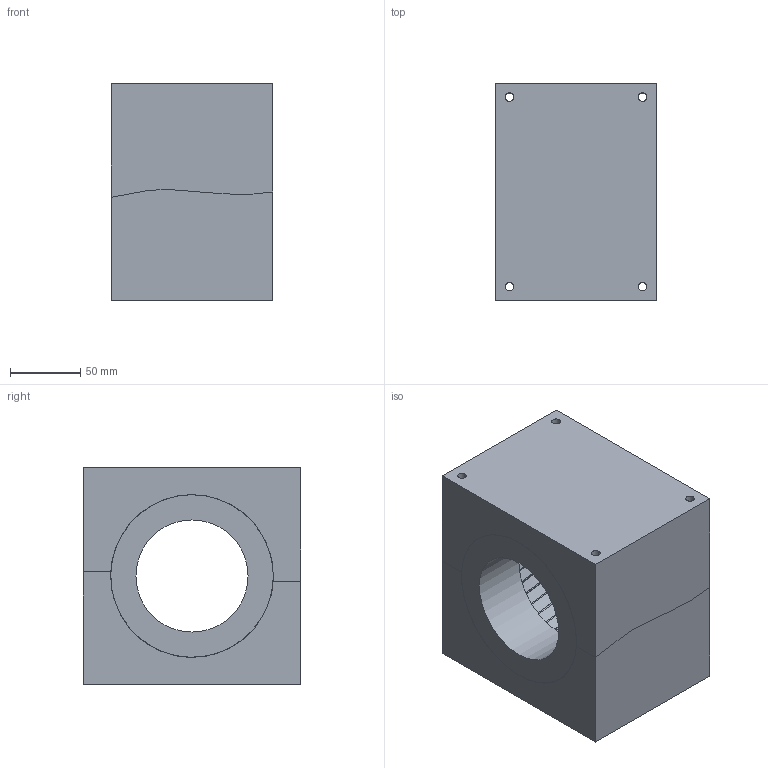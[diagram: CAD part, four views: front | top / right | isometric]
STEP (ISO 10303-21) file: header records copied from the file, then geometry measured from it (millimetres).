
FILE_DESCRIPTION(/* description */ (''),/* implementation_level */ '2;1');
FILE_NAME(/* name */ 'Moule.stp',/* time_stamp */ '2020-12-05T18:09:33+01:00',/* author */ (''),/* organization */ (''),/* preprocessor_version */ 'ST-DEVELOPER v18.1',/* originating_system */ 'Autodesk Translation Framework v9.3.0.1241',/* authorisation */ '');
FILE_SCHEMA (('AUTOMOTIVE_DESIGN { 1 0 10303 214 3 1 1 }'));
Length unit declared in the file: millimetre
Products named in the file (1): Moule
Bounding box: 115 x 155 x 155 mm (x, y, z)
Volume: 1538581.8 mm3; surface area: 209152.7 mm2
Topology: 3 solids, 3 shells, 232 faces, 692 edges, 470 vertices
Faces by surface type: bspline 198, plane 18, cylinder 16
Full cylindrical faces by diameter (mm): 4 x4, 6.2 x8, 80 x1, 116 x1
Entity records: 28134 total; most frequent: CARTESIAN_POINT 22866, ORIENTED_EDGE 1384, DIRECTION 726, EDGE_CURVE 692, VERTEX_POINT 470, EDGE_LOOP 254, AXIS2_PLACEMENT_3D 251, B_SPLINE_CURVE_WITH_KNOTS 250
